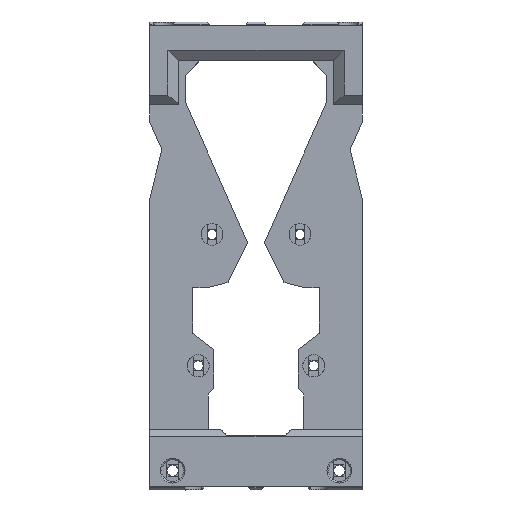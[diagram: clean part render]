
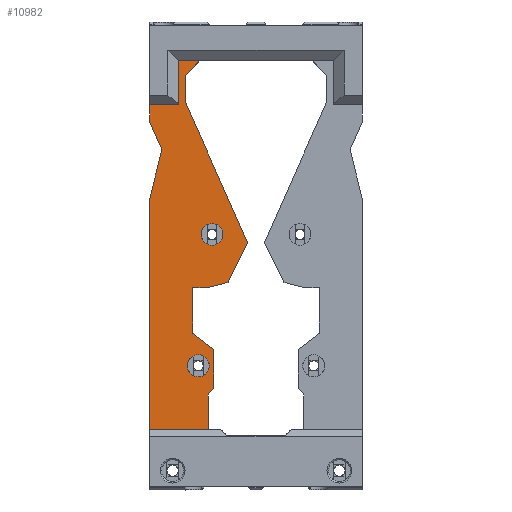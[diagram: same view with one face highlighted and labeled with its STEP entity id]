
A CAD part, front view. The second image highlights one B-rep face of the part: STEP entity #10982.
In plain terms, the highlighted face is planar.
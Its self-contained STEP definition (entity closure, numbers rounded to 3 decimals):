
#709=FACE_BOUND('',#2025,.T.);
#710=FACE_BOUND('',#2026,.T.);
#878=PLANE('',#11940);
#1355=FACE_OUTER_BOUND('',#2024,.T.);
#2024=EDGE_LOOP('',(#8997,#8998,#8999,#9000,#9001,#9002,#9003,#9004,#9005,
#9006,#9007,#9008,#9009,#9010,#9011,#9012,#9013,#9014,#9015));
#2025=EDGE_LOOP('',(#9016));
#2026=EDGE_LOOP('',(#9017));
#2864=LINE('',#22741,#3649);
#2887=LINE('',#22812,#3672);
#2889=LINE('',#22816,#3674);
#2890=LINE('',#22818,#3675);
#2891=LINE('',#22820,#3676);
#2892=LINE('',#22822,#3677);
#2893=LINE('',#22824,#3678);
#2894=LINE('',#22826,#3679);
#2895=LINE('',#22828,#3680);
#2896=LINE('',#22829,#3681);
#2897=LINE('',#22831,#3682);
#2898=LINE('',#22833,#3683);
#2899=LINE('',#22835,#3684);
#2900=LINE('',#22837,#3685);
#2901=LINE('',#22839,#3686);
#2902=LINE('',#22841,#3687);
#2903=LINE('',#22843,#3688);
#2904=LINE('',#22845,#3689);
#2905=LINE('',#22846,#3690);
#3649=VECTOR('',#13907,10.);
#3672=VECTOR('',#13964,10.);
#3674=VECTOR('',#13968,10.);
#3675=VECTOR('',#13969,10.);
#3676=VECTOR('',#13970,10.);
#3677=VECTOR('',#13971,10.);
#3678=VECTOR('',#13972,10.);
#3679=VECTOR('',#13973,10.);
#3680=VECTOR('',#13974,10.);
#3681=VECTOR('',#13975,10.);
#3682=VECTOR('',#13976,10.);
#3683=VECTOR('',#13977,10.);
#3684=VECTOR('',#13978,10.);
#3685=VECTOR('',#13979,10.);
#3686=VECTOR('',#13980,10.);
#3687=VECTOR('',#13981,10.);
#3688=VECTOR('',#13982,10.);
#3689=VECTOR('',#13983,10.);
#3690=VECTOR('',#13984,10.);
#4280=CIRCLE('',#11941,3.1);
#4281=CIRCLE('',#11942,3.1);
#5025=VERTEX_POINT('',#22734);
#5028=VERTEX_POINT('',#22739);
#5058=VERTEX_POINT('',#22809);
#5059=VERTEX_POINT('',#22811);
#5060=VERTEX_POINT('',#22815);
#5061=VERTEX_POINT('',#22817);
#5062=VERTEX_POINT('',#22819);
#5063=VERTEX_POINT('',#22821);
#5064=VERTEX_POINT('',#22823);
#5065=VERTEX_POINT('',#22825);
#5066=VERTEX_POINT('',#22827);
#5067=VERTEX_POINT('',#22830);
#5068=VERTEX_POINT('',#22832);
#5069=VERTEX_POINT('',#22834);
#5070=VERTEX_POINT('',#22836);
#5071=VERTEX_POINT('',#22838);
#5072=VERTEX_POINT('',#22840);
#5073=VERTEX_POINT('',#22842);
#5074=VERTEX_POINT('',#22844);
#5075=VERTEX_POINT('',#22847);
#5076=VERTEX_POINT('',#22849);
#6414=EDGE_CURVE('',#5028,#5025,#2864,.F.);
#6447=EDGE_CURVE('',#5058,#5059,#2887,.F.);
#6449=EDGE_CURVE('',#5060,#5058,#2889,.T.);
#6450=EDGE_CURVE('',#5061,#5060,#2890,.F.);
#6451=EDGE_CURVE('',#5062,#5061,#2891,.T.);
#6452=EDGE_CURVE('',#5063,#5062,#2892,.F.);
#6453=EDGE_CURVE('',#5063,#5064,#2893,.T.);
#6454=EDGE_CURVE('',#5065,#5064,#2894,.F.);
#6455=EDGE_CURVE('',#5066,#5065,#2895,.F.);
#6456=EDGE_CURVE('',#5025,#5066,#2896,.F.);
#6457=EDGE_CURVE('',#5067,#5028,#2897,.T.);
#6458=EDGE_CURVE('',#5067,#5068,#2898,.F.);
#6459=EDGE_CURVE('',#5068,#5069,#2899,.T.);
#6460=EDGE_CURVE('',#5069,#5070,#2900,.F.);
#6461=EDGE_CURVE('',#5071,#5070,#2901,.F.);
#6462=EDGE_CURVE('',#5072,#5071,#2902,.T.);
#6463=EDGE_CURVE('',#5073,#5072,#2903,.T.);
#6464=EDGE_CURVE('',#5074,#5073,#2904,.F.);
#6465=EDGE_CURVE('',#5059,#5074,#2905,.T.);
#6466=EDGE_CURVE('',#5075,#5075,#4280,.T.);
#6467=EDGE_CURVE('',#5076,#5076,#4281,.T.);
#8997=ORIENTED_EDGE('',*,*,#6449,.F.);
#8998=ORIENTED_EDGE('',*,*,#6450,.F.);
#8999=ORIENTED_EDGE('',*,*,#6451,.F.);
#9000=ORIENTED_EDGE('',*,*,#6452,.F.);
#9001=ORIENTED_EDGE('',*,*,#6453,.T.);
#9002=ORIENTED_EDGE('',*,*,#6454,.F.);
#9003=ORIENTED_EDGE('',*,*,#6455,.F.);
#9004=ORIENTED_EDGE('',*,*,#6456,.F.);
#9005=ORIENTED_EDGE('',*,*,#6414,.F.);
#9006=ORIENTED_EDGE('',*,*,#6457,.F.);
#9007=ORIENTED_EDGE('',*,*,#6458,.T.);
#9008=ORIENTED_EDGE('',*,*,#6459,.T.);
#9009=ORIENTED_EDGE('',*,*,#6460,.T.);
#9010=ORIENTED_EDGE('',*,*,#6461,.F.);
#9011=ORIENTED_EDGE('',*,*,#6462,.F.);
#9012=ORIENTED_EDGE('',*,*,#6463,.F.);
#9013=ORIENTED_EDGE('',*,*,#6464,.F.);
#9014=ORIENTED_EDGE('',*,*,#6465,.F.);
#9015=ORIENTED_EDGE('',*,*,#6447,.F.);
#9016=ORIENTED_EDGE('',*,*,#6466,.F.);
#9017=ORIENTED_EDGE('',*,*,#6467,.F.);
#10982=ADVANCED_FACE('',(#1355,#709,#710),#878,.F.);
#11940=AXIS2_PLACEMENT_3D('',#22814,#13966,#13967);
#11941=AXIS2_PLACEMENT_3D('',#22848,#13985,#13986);
#11942=AXIS2_PLACEMENT_3D('',#22850,#13987,#13988);
#13907=DIRECTION('',(0.,1.,0.));
#13964=DIRECTION('',(-0.405,-0.914,0.));
#13966=DIRECTION('center_axis',(0.,0.,
1.));
#13967=DIRECTION('ref_axis',(-1.,0.,0.));
#13968=DIRECTION('',(0.,1.,0.));
#13969=DIRECTION('',(0.707,-0.707,0.));
#13970=DIRECTION('',(1.,0.,0.));
#13971=DIRECTION('',(0.,1.,0.));
#13972=DIRECTION('',(-1.,0.,0.));
#13973=DIRECTION('',(0.,1.,0.));
#13974=DIRECTION('',(0.405,0.914,0.));
#13975=DIRECTION('',(-0.244,0.97,0.));
#13976=DIRECTION('',(-1.,0.,0.));
#13977=DIRECTION('',(0.,1.,0.));
#13978=DIRECTION('',(0.707,-0.707,0.));
#13979=DIRECTION('',(0.,1.,0.));
#13980=DIRECTION('',(-0.791,-0.612,0.));
#13981=DIRECTION('',(0.,1.,0.));
#13982=DIRECTION('',(-1.,0.,0.));
#13983=DIRECTION('',(0.97,-0.244,0.));
#13984=DIRECTION('',(-0.438,0.899,0.));
#13985=DIRECTION('center_axis',(0.,0.,
-1.));
#13986=DIRECTION('ref_axis',(0.,1.,0.));
#13987=DIRECTION('center_axis',(0.,0.,
-1.));
#13988=DIRECTION('ref_axis',(0.,1.,0.));
#22734=CARTESIAN_POINT('',(-29.999,-131.254,-12.35));
#22739=CARTESIAN_POINT('',(-29.999,-65.952,-12.35));
#22741=CARTESIAN_POINT('',(-29.999,-134.785,-12.35));
#22809=CARTESIAN_POINT('',(-19.868,-158.19,-12.35));
#22811=CARTESIAN_POINT('',(-2.391,-118.759,-12.35));
#22812=CARTESIAN_POINT('',(-11.326,-138.917,-12.35));
#22814=CARTESIAN_POINT('Origin',(0.001,-134.785,
-12.35));
#22815=CARTESIAN_POINT('',(-19.868,-166.003,-12.35));
#22816=CARTESIAN_POINT('',(-19.868,-95.051,-12.35));
#22817=CARTESIAN_POINT('',(-15.868,-170.003,-12.35));
#22818=CARTESIAN_POINT('',(-31.638,-154.234,-12.35));
#22819=CARTESIAN_POINT('',(-21.868,-170.003,-12.35));
#22820=CARTESIAN_POINT('',(0.005,-170.001,-12.35));
#22821=CARTESIAN_POINT('',(-21.868,-157.667,-12.35));
#22822=CARTESIAN_POINT('',(-21.868,-129.443,-12.35));
#22823=CARTESIAN_POINT('',(-29.999,-157.667,-12.35));
#22824=CARTESIAN_POINT('',(0.001,-157.667,-12.35));
#22825=CARTESIAN_POINT('',(-29.999,-152.667,-12.35));
#22826=CARTESIAN_POINT('',(-29.999,-95.051,-12.35));
#22827=CARTESIAN_POINT('',(-26.558,-144.903,-12.35));
#22828=CARTESIAN_POINT('',(-26.153,-143.99,-12.35));
#22829=CARTESIAN_POINT('',(-26.963,-143.294,-12.35));
#22830=CARTESIAN_POINT('',(-13.481,-65.952,-12.35));
#22831=CARTESIAN_POINT('',(0.001,-65.952,-12.35));
#22832=CARTESIAN_POINT('',(-13.481,-75.952,-12.35));
#22833=CARTESIAN_POINT('',(-13.481,-134.785,-12.35));
#22834=CARTESIAN_POINT('',(-11.868,-77.565,-12.35));
#22835=CARTESIAN_POINT('',(5.001,-94.434,-12.35));
#22836=CARTESIAN_POINT('',(-11.868,-88.495,-12.35));
#22837=CARTESIAN_POINT('',(-11.868,-140.587,-12.35));
#22838=CARTESIAN_POINT('',(-17.868,-93.143,-12.35));
#22839=CARTESIAN_POINT('',(-26.739,-100.015,-12.35));
#22840=CARTESIAN_POINT('',(-17.868,-105.977,-12.35));
#22841=CARTESIAN_POINT('',(-17.868,-134.785,-12.35));
#22842=CARTESIAN_POINT('',(-13.744,-105.977,-12.35));
#22843=CARTESIAN_POINT('',(-6.934,-105.977,-12.35));
#22844=CARTESIAN_POINT('',(-7.9,-107.451,-12.35));
#22845=CARTESIAN_POINT('',(2.243,-110.008,-12.35));
#22846=CARTESIAN_POINT('',(0.461,-124.613,-12.35));
#22847=CARTESIAN_POINT('',(-16.303,-87.019,-12.35));
#22848=CARTESIAN_POINT('Origin',(-16.303,-83.919,-12.35));
#22849=CARTESIAN_POINT('',(-12.421,-124.105,-12.35));
#22850=CARTESIAN_POINT('Origin',(-12.421,-121.005,-12.35));
